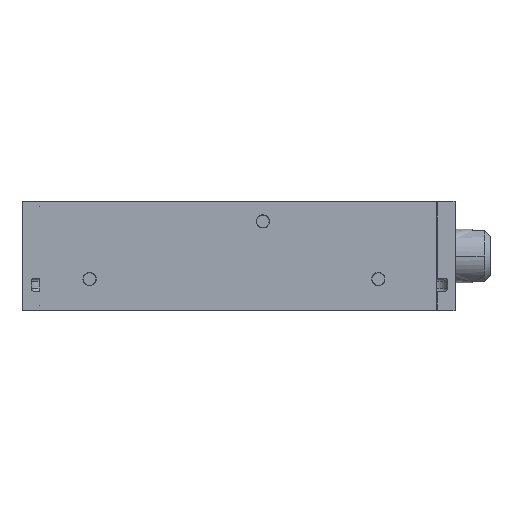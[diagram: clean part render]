
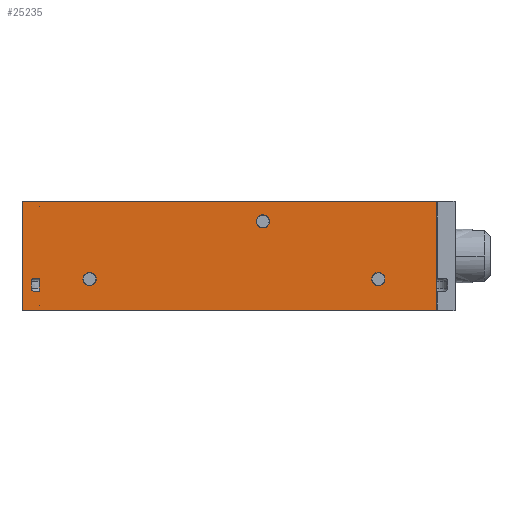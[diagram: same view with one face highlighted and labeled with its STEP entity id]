
A CAD part, front view. The second image highlights one B-rep face of the part: STEP entity #25235.
In plain terms, the highlighted free-form (B-spline) face has degree [1, 1] with [2, 2] control points.
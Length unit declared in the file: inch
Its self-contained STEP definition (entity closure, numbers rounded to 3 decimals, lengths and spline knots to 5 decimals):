
#2873=DIRECTION('',(-1.,0.,0.));
#2874=VECTOR('',#2873,0.718);
#2875=CARTESIAN_POINT('',(0.718,0.35,0.));
#2876=LINE('',#2875,#2874);
#8804=DIRECTION('',(0.,0.,1.));
#8805=VECTOR('',#8804,0.19);
#8806=CARTESIAN_POINT('',(0.718,0.35,0.));
#8807=LINE('',#8806,#8805);
#8811=CARTESIAN_POINT('',(0.117,0.35,0.135));
#8812=DIRECTION('',(0.,1.,0.));
#8813=DIRECTION('',(1.,0.,0.));
#8814=AXIS2_PLACEMENT_3D('',#8811,#8812,#8813);
#8819=CARTESIAN_POINT('',(0.117,0.35,0.135));
#8820=DIRECTION('',(0.,1.,0.));
#8821=DIRECTION('',(-1.,0.,0.));
#8822=AXIS2_PLACEMENT_3D('',#8819,#8820,#8821);
#8827=CARTESIAN_POINT('',(0.617,0.35,0.135));
#8828=DIRECTION('',(0.,1.,0.));
#8829=DIRECTION('',(1.,0.,0.));
#8830=AXIS2_PLACEMENT_3D('',#8827,#8828,#8829);
#8835=CARTESIAN_POINT('',(0.617,0.35,0.135));
#8836=DIRECTION('',(0.,1.,0.));
#8837=DIRECTION('',(-1.,0.,0.));
#8838=AXIS2_PLACEMENT_3D('',#8835,#8836,#8837);
#8843=CARTESIAN_POINT('',(0.417,0.35,0.035));
#8844=DIRECTION('',(0.,1.,0.));
#8845=DIRECTION('',(1.,0.,0.));
#8846=AXIS2_PLACEMENT_3D('',#8843,#8844,#8845);
#8851=CARTESIAN_POINT('',(0.417,0.35,0.035));
#8852=DIRECTION('',(0.,1.,0.));
#8853=DIRECTION('',(-1.,0.,0.));
#8854=AXIS2_PLACEMENT_3D('',#8851,#8852,#8853);
#8915=DIRECTION('',(1.,0.,0.));
#8916=VECTOR('',#8915,0.009);
#8917=CARTESIAN_POINT('',(0.021,0.35,0.156));
#8918=LINE('',#8917,#8916);
#8922=DIRECTION('',(1.,0.,0.));
#8923=VECTOR('',#8922,0.009);
#8924=CARTESIAN_POINT('',(0.021,0.35,0.134));
#8925=LINE('',#8924,#8923);
#8929=DIRECTION('',(0.,0.,1.));
#8930=VECTOR('',#8929,0.012);
#8931=CARTESIAN_POINT('',(0.016,0.35,0.139));
#8932=LINE('',#8931,#8930);
#9782=DIRECTION('',(1.,0.,0.));
#9783=VECTOR('',#9782,0.718);
#9784=CARTESIAN_POINT('',(0.,0.35,0.19));
#9785=LINE('',#9784,#9783);
#9826=DIRECTION('',(0.,0.,1.));
#9827=VECTOR('',#9826,0.19);
#9828=CARTESIAN_POINT('',(0.,0.35,0.));
#9829=LINE('',#9828,#9827);
#15065=DIRECTION('',(0.,0.,1.));
#15066=VECTOR('',#15065,0.022);
#15067=CARTESIAN_POINT('',(0.03,0.35,0.134));
#15068=LINE('',#15067,#15066);
#15101=CARTESIAN_POINT('',(0.021,0.35,0.151));
#15102=DIRECTION('',(0.,-1.,0.));
#15103=DIRECTION('',(0.,0.,1.));
#15104=AXIS2_PLACEMENT_3D('',#15101,#15102,#15103);
#15123=CARTESIAN_POINT('',(0.021,0.35,0.139));
#15124=DIRECTION('',(0.,-1.,0.));
#15125=DIRECTION('',(-1.,0.,0.));
#15126=AXIS2_PLACEMENT_3D('',#15123,#15124,#15125);
#15214=CARTESIAN_POINT('',(0.,0.35,0.));
#15215=VERTEX_POINT('',#15214);
#15222=CARTESIAN_POINT('',(0.,0.35,0.19));
#15223=VERTEX_POINT('',#15222);
#15331=CARTESIAN_POINT('',(0.016,0.35,0.151));
#15333=VERTEX_POINT('',#15331);
#15335=CARTESIAN_POINT('',(0.021,0.35,0.156));
#15337=VERTEX_POINT('',#15335);
#15350=CARTESIAN_POINT('',(0.021,0.35,0.134));
#15351=VERTEX_POINT('',#15350);
#15352=CARTESIAN_POINT('',(0.016,0.35,0.139));
#15353=VERTEX_POINT('',#15352);
#17313=CARTESIAN_POINT('',(0.4285,0.35,0.035));
#17314=CARTESIAN_POINT('',(0.4055,0.35,0.035));
#17315=VERTEX_POINT('',#17313);
#17316=VERTEX_POINT('',#17314);
#17317=CARTESIAN_POINT('',(0.6285,0.35,0.135));
#17318=CARTESIAN_POINT('',(0.6055,0.35,0.135));
#17319=VERTEX_POINT('',#17317);
#17320=VERTEX_POINT('',#17318);
#17321=CARTESIAN_POINT('',(0.1285,0.35,0.135));
#17322=CARTESIAN_POINT('',(0.1055,0.35,0.135));
#17323=VERTEX_POINT('',#17321);
#17324=VERTEX_POINT('',#17322);
#17335=CARTESIAN_POINT('',(0.718,0.35,0.));
#17336=CARTESIAN_POINT('',(0.718,0.35,0.19));
#17337=VERTEX_POINT('',#17335);
#17338=VERTEX_POINT('',#17336);
#17431=CARTESIAN_POINT('',(0.03,0.35,0.156));
#17432=VERTEX_POINT('',#17431);
#17433=CARTESIAN_POINT('',(0.03,0.35,0.134));
#17434=VERTEX_POINT('',#17433);
#25189=CARTESIAN_POINT('',(0.765,0.35,-0.0038));
#25190=CARTESIAN_POINT('',(0.765,0.35,0.1938));
#25191=CARTESIAN_POINT('',(-0.015,0.35,-0.0038));
#25192=CARTESIAN_POINT('',(-0.015,0.35,0.1938));
#25193=B_SPLINE_SURFACE_WITH_KNOTS('',1,1,((#25189,#25190),(#25191,#25192)),
.UNSPECIFIED.,.F.,.F.,.F.,(2,2),(2,2),(-0.015,0.765),(-0.0038,0.1938),
.UNSPECIFIED.);
#25194=ORIENTED_EDGE('',*,*,#17864,.F.);
#25196=ORIENTED_EDGE('',*,*,#25195,.T.);
#25198=ORIENTED_EDGE('',*,*,#25197,.F.);
#25200=ORIENTED_EDGE('',*,*,#25199,.F.);
#25201=EDGE_LOOP('',(#25194,#25196,#25198,#25200));
#25202=FACE_OUTER_BOUND('',#25201,.F.);
#25204=ORIENTED_EDGE('',*,*,#25203,.T.);
#25206=ORIENTED_EDGE('',*,*,#25205,.T.);
#25207=EDGE_LOOP('',(#25204,#25206));
#25208=FACE_BOUND('',#25207,.F.);
#25210=ORIENTED_EDGE('',*,*,#25209,.T.);
#25212=ORIENTED_EDGE('',*,*,#25211,.T.);
#25213=EDGE_LOOP('',(#25210,#25212));
#25214=FACE_BOUND('',#25213,.F.);
#25216=ORIENTED_EDGE('',*,*,#25215,.T.);
#25218=ORIENTED_EDGE('',*,*,#25217,.T.);
#25219=EDGE_LOOP('',(#25216,#25218));
#25220=FACE_BOUND('',#25219,.F.);
#25222=ORIENTED_EDGE('',*,*,#25221,.T.);
#25224=ORIENTED_EDGE('',*,*,#25223,.F.);
#25226=ORIENTED_EDGE('',*,*,#25225,.F.);
#25228=ORIENTED_EDGE('',*,*,#25227,.F.);
#25230=ORIENTED_EDGE('',*,*,#25229,.T.);
#25232=ORIENTED_EDGE('',*,*,#25231,.F.);
#25233=EDGE_LOOP('',(#25222,#25224,#25226,#25228,#25230,#25232));
#25234=FACE_BOUND('',#25233,.F.);
#25235=ADVANCED_FACE('',(#25202,#25208,#25214,#25220,#25234),#25193,.T.);
#8815=CIRCLE('',#8814,0.0115);
#8823=CIRCLE('',#8822,0.0115);
#8831=CIRCLE('',#8830,0.0115);
#8839=CIRCLE('',#8838,0.0115);
#8847=CIRCLE('',#8846,0.0115);
#8855=CIRCLE('',#8854,0.0115);
#15105=CIRCLE('',#15104,0.005);
#15127=CIRCLE('',#15126,0.005);
#17864=EDGE_CURVE('',#17337,#15215,#2876,.T.);
#25195=EDGE_CURVE('',#17337,#17338,#8807,.T.);
#25197=EDGE_CURVE('',#15223,#17338,#9785,.T.);
#25199=EDGE_CURVE('',#15215,#15223,#9829,.T.);
#25203=EDGE_CURVE('',#17323,#17324,#8815,.T.);
#25205=EDGE_CURVE('',#17324,#17323,#8823,.T.);
#25209=EDGE_CURVE('',#17319,#17320,#8831,.T.);
#25211=EDGE_CURVE('',#17320,#17319,#8839,.T.);
#25215=EDGE_CURVE('',#17315,#17316,#8847,.T.);
#25217=EDGE_CURVE('',#17316,#17315,#8855,.T.);
#25221=EDGE_CURVE('',#15337,#17432,#8918,.T.);
#25223=EDGE_CURVE('',#17434,#17432,#15068,.T.);
#25225=EDGE_CURVE('',#15351,#17434,#8925,.T.);
#25227=EDGE_CURVE('',#15353,#15351,#15127,.T.);
#25229=EDGE_CURVE('',#15353,#15333,#8932,.T.);
#25231=EDGE_CURVE('',#15337,#15333,#15105,.T.);
